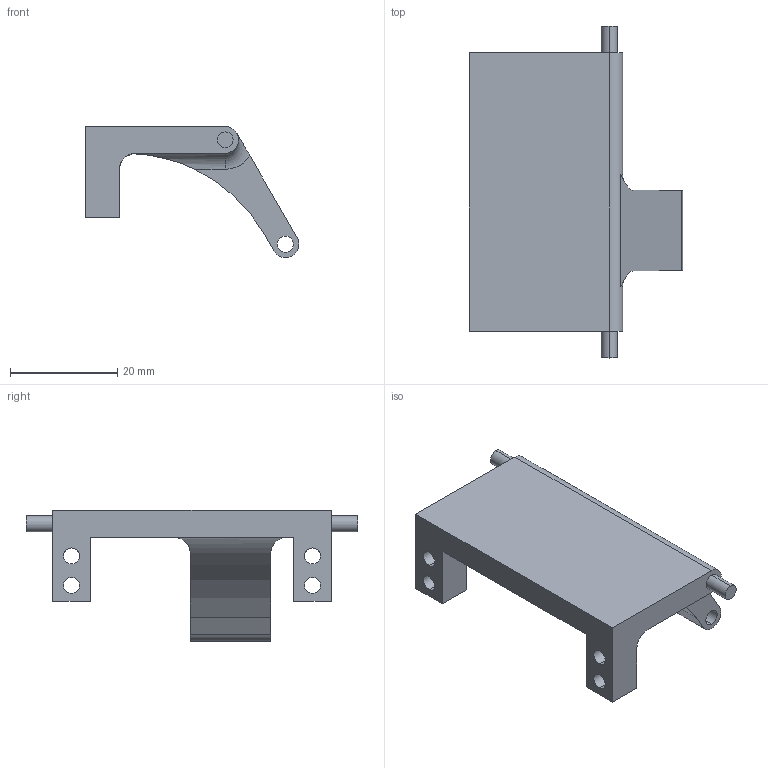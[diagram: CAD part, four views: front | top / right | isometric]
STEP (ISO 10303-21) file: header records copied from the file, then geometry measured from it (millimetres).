
FILE_DESCRIPTION (( 'STEP AP203' ), '1' );
FILE_NAME ('filleted L connector( right side).STEP', '2025-04-01T12:28:38', ( '' ), ( '' ), 'SwSTEP 2.0', 'SolidWorks 2022', '' );
FILE_SCHEMA (( 'CONFIG_CONTROL_DESIGN' ));
Length unit declared in the file: millimetre
Products named in the file (1): filleted L connector( right side)
Bounding box: 39.91 x 62 x 24.49 mm (x, y, z)
Volume: 10672.3 mm3; surface area: 5616.7 mm2
Topology: 1 solids, 1 shells, 45 faces, 123 edges, 80 vertices
Faces by surface type: cylinder 23, plane 18, torus 2, bspline 2
Entity records: 1768 total; most frequent: CARTESIAN_POINT 503, DIRECTION 255, ORIENTED_EDGE 246, EDGE_CURVE 123, AXIS2_PLACEMENT_3D 96, VERTEX_POINT 80, LINE 63, VECTOR 63
